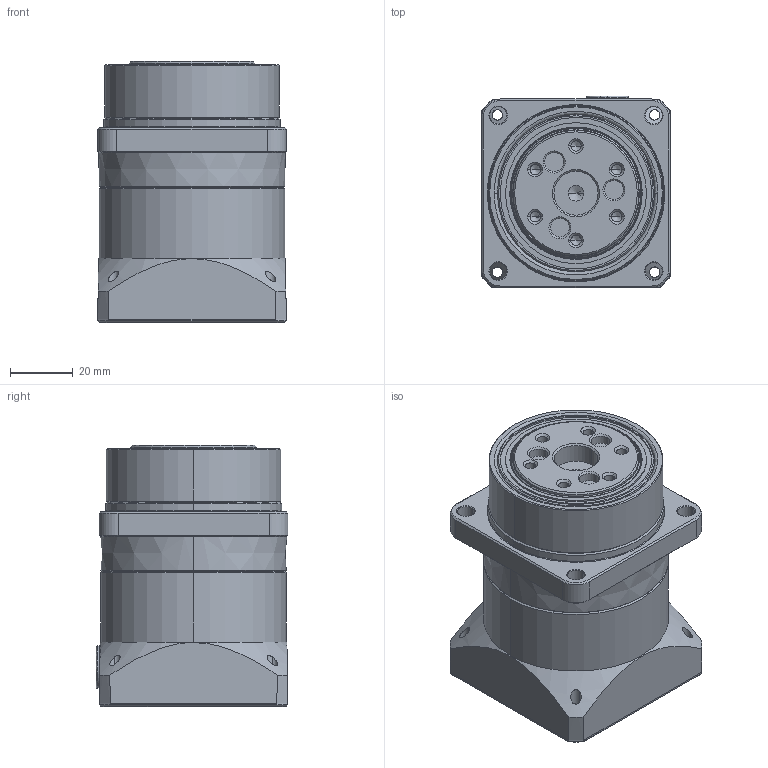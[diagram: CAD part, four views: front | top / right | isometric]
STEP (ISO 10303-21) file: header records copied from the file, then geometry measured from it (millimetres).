
FILE_DESCRIPTION (( 'STEP AP214' ), '1' );
FILE_NAME ('HPG-14A-05-F0AVQ.STEP', '2016-12-14T01:42:22', ( 'installer' ), ( '' ), 'SwSTEP 2.0', 'SolidWorks 2015', '' );
FILE_SCHEMA (( 'AUTOMOTIVE_DESIGN' ));
Length unit declared in the file: millimetre
Products named in the file (3): HPG-14A-D-F0_output; HPG-14A-AVQ(R)_fixed; HPG-14A-05-F0AVQ
Assembly tree (2 placements, depth 2):
  HPG-14A-05-F0AVQ
    HPG-14A-AVQ(R)_fixed
    HPG-14A-D-F0_output
Bounding box: 60 x 61 x 83 mm (x, y, z)
Volume: 209611 mm3; surface area: 44309.1 mm2
Topology: 2 solids, 2 shells, 433 faces, 1009 edges, 627 vertices
Faces by surface type: plane 156, cylinder 136, cone 109, bspline 32
Entity records: 18961 total; most frequent: CARTESIAN_POINT 4228, DIRECTION 2132, ORIENTED_EDGE 1990, EDGE_CURVE 995, AXIS2_PLACEMENT_3D 827, VERTEX_POINT 627, EDGE_LOOP 514, LINE 478
